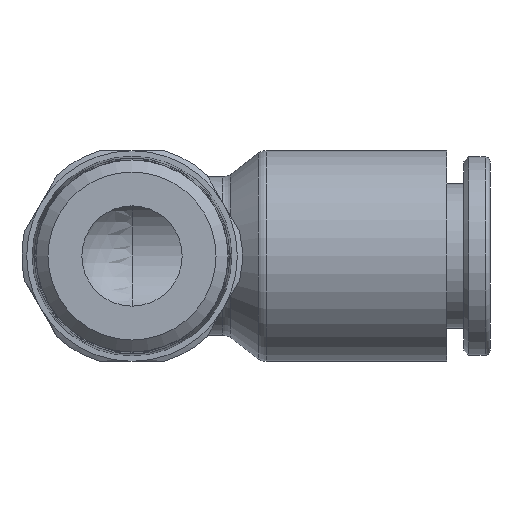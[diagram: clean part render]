
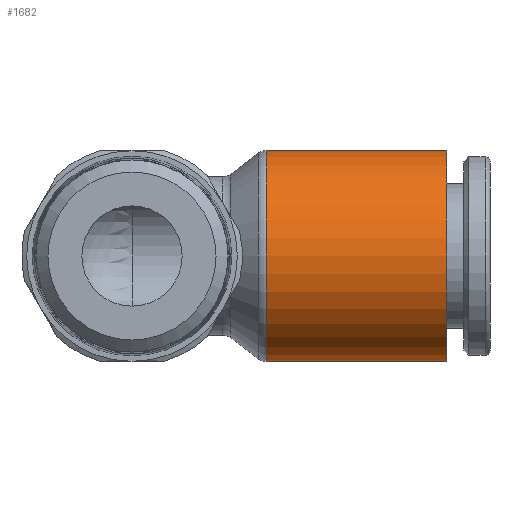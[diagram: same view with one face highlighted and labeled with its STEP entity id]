
A CAD part, front view. The second image highlights one B-rep face of the part: STEP entity #1682.
In plain terms, the highlighted cylindrical face has radius 5.25 mm (diameter 10.5 mm), a full revolution.
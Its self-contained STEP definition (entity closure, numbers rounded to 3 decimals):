
#97=FACE_BOUND('',#473,.T.);
#198=CIRCLE('',#1871,5.25);
#202=CIRCLE('',#1878,5.25);
#236=CYLINDRICAL_SURFACE('',#1879,5.25);
#337=FACE_OUTER_BOUND('',#472,.T.);
#472=EDGE_LOOP('',(#1418));
#473=EDGE_LOOP('',(#1419));
#786=VERTEX_POINT('',#3042);
#790=VERTEX_POINT('',#3053);
#998=EDGE_CURVE('',#786,#786,#198,.T.);
#1002=EDGE_CURVE('',#790,#790,#202,.T.);
#1418=ORIENTED_EDGE('',*,*,#998,.F.);
#1419=ORIENTED_EDGE('',*,*,#1002,.T.);
#1682=ADVANCED_FACE('',(#337,#97),#236,.T.);
#1871=AXIS2_PLACEMENT_3D('',#3043,#2336,#2337);
#1878=AXIS2_PLACEMENT_3D('',#3054,#2350,#2351);
#1879=AXIS2_PLACEMENT_3D('',#3055,#2352,#2353);
#2336=DIRECTION('center_axis',(1.,0.,0.));
#2337=DIRECTION('ref_axis',(0.,1.,0.));
#2350=DIRECTION('center_axis',(1.,0.,0.));
#2351=DIRECTION('ref_axis',(0.,1.,0.));
#2352=DIRECTION('center_axis',(1.,0.,0.));
#2353=DIRECTION('ref_axis',(0.,1.,0.));
#3042=CARTESIAN_POINT('',(15.695,26.9,0.));
#3043=CARTESIAN_POINT('Origin',(15.695,21.65,0.));
#3053=CARTESIAN_POINT('',(6.695,26.9,0.));
#3054=CARTESIAN_POINT('Origin',(6.695,21.65,0.));
#3055=CARTESIAN_POINT('Origin',(11.195,21.65,0.));
